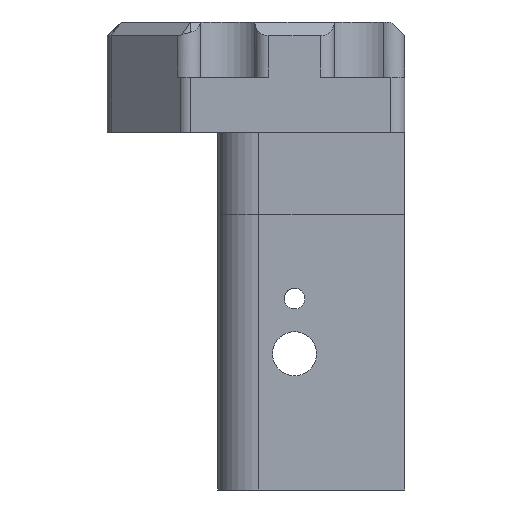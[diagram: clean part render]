
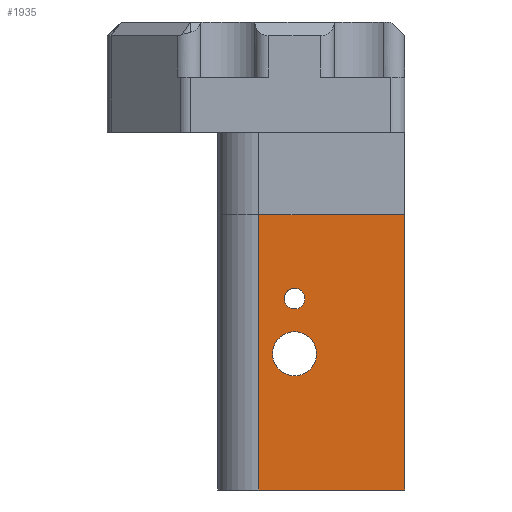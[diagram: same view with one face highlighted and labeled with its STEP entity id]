
A CAD part, front view. The second image highlights one B-rep face of the part: STEP entity #1935.
In plain terms, the highlighted planar face has unit normal (0, -1, 0).
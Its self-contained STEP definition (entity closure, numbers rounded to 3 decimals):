
#52=FACE_BOUND('',#338,.T.);
#53=FACE_BOUND('',#339,.T.);
#223=FACE_OUTER_BOUND('',#337,.T.);
#337=EDGE_LOOP('',(#1342,#1343,#1344,#1345));
#338=EDGE_LOOP('',(#1346));
#339=EDGE_LOOP('',(#1347));
#448=CIRCLE('',#2063,0.75);
#451=CIRCLE('',#2069,1.6);
#497=LINE('',#2658,#641);
#513=LINE('',#2773,#657);
#519=LINE('',#2797,#663);
#520=LINE('',#2800,#664);
#641=VECTOR('',#2207,10.);
#657=VECTOR('',#2241,10.);
#663=VECTOR('',#2271,10.);
#664=VECTOR('',#2276,10.);
#785=VERTEX_POINT('',#2656);
#786=VERTEX_POINT('',#2657);
#804=VERTEX_POINT('',#2771);
#806=VERTEX_POINT('',#2781);
#809=VERTEX_POINT('',#2792);
#810=VERTEX_POINT('',#2796);
#979=EDGE_CURVE('',#785,#786,#497,.T.);
#1003=EDGE_CURVE('',#804,#786,#513,.T.);
#1007=EDGE_CURVE('',#806,#806,#448,.T.);
#1012=EDGE_CURVE('',#809,#809,#451,.T.);
#1014=EDGE_CURVE('',#810,#785,#519,.T.);
#1016=EDGE_CURVE('',#804,#810,#520,.T.);
#1342=ORIENTED_EDGE('',*,*,#979,.T.);
#1343=ORIENTED_EDGE('',*,*,#1003,.F.);
#1344=ORIENTED_EDGE('',*,*,#1016,.T.);
#1345=ORIENTED_EDGE('',*,*,#1014,.T.);
#1346=ORIENTED_EDGE('',*,*,#1007,.T.);
#1347=ORIENTED_EDGE('',*,*,#1012,.T.);
#1892=PLANE('',#2072);
#1935=ADVANCED_FACE('',(#223,#52,#53),#1892,.T.);
#2063=AXIS2_PLACEMENT_3D('',#2782,#2252,#2253);
#2069=AXIS2_PLACEMENT_3D('',#2793,#2266,#2267);
#2072=AXIS2_PLACEMENT_3D('',#2799,#2274,#2275);
#2207=DIRECTION('',(1.,0.,0.));
#2241=DIRECTION('',(0.,0.,-1.));
#2252=DIRECTION('center_axis',(0.,1.,0.));
#2253=DIRECTION('ref_axis',(1.,0.,0.));
#2266=DIRECTION('center_axis',(0.,1.,0.));
#2267=DIRECTION('ref_axis',(1.,0.,0.));
#2271=DIRECTION('',(0.,0.,-1.));
#2274=DIRECTION('center_axis',(0.,-1.,0.));
#2275=DIRECTION('ref_axis',(-1.,0.,0.));
#2276=DIRECTION('',(-1.,0.,0.));
#2656=CARTESIAN_POINT('',(86.007,-65.229,37.612));
#2657=CARTESIAN_POINT('',(96.603,-65.229,37.612));
#2658=CARTESIAN_POINT('',(93.204,-65.229,37.612));
#2771=CARTESIAN_POINT('',(96.603,-65.229,57.612));
#2773=CARTESIAN_POINT('',(96.603,-65.229,57.612));
#2781=CARTESIAN_POINT('',(87.853,-65.229,51.512));
#2782=CARTESIAN_POINT('Origin',(88.603,-65.229,51.512));
#2792=CARTESIAN_POINT('',(87.003,-65.229,47.512));
#2793=CARTESIAN_POINT('Origin',(88.603,-65.229,47.512));
#2796=CARTESIAN_POINT('',(86.007,-65.229,57.612));
#2797=CARTESIAN_POINT('',(86.007,-65.229,57.612));
#2799=CARTESIAN_POINT('Origin',(96.603,-65.229,57.612));
#2800=CARTESIAN_POINT('',(96.603,-65.229,57.612));
